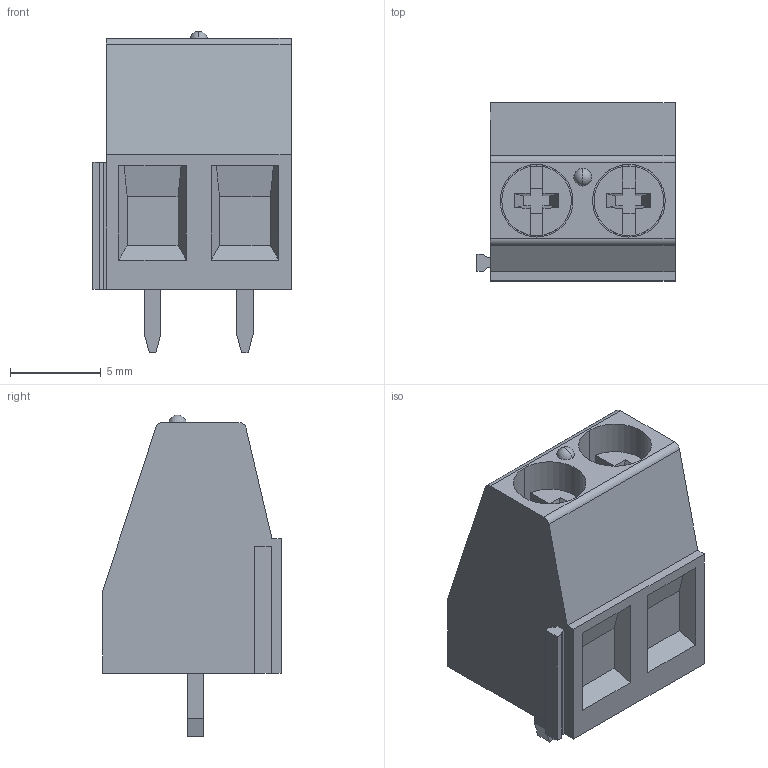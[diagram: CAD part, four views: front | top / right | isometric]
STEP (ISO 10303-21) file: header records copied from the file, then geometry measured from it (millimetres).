
FILE_DESCRIPTION(('STEP AP242'),'1');
FILE_NAME('5442565.stp','2023-09-21T04:46:25',('TraceParts'),('TraceParts S.A.'),'Spatial InterOp 3D',' ',' ');
FILE_SCHEMA(('AP242_MANAGED_MODEL_BASED_3D_ENGINEERING_MIM_LF {1 0 10303 442 1 1 4}'));
Length unit declared in the file: millimetre
Products named in the file (1): 5442565
Bounding box: 10.9 x 9.8 x 17.7 mm (x, y, z)
Volume: 1075.8 mm3; surface area: 881.3 mm2
Topology: 1 solids, 1 shells, 150 faces, 398 edges, 263 vertices
Faces by surface type: plane 116, cylinder 32, sphere 2
Entity records: 5846 total; most frequent: CARTESIAN_POINT 812, ORIENTED_EDGE 796, DIRECTION 776, EDGE_CURVE 398, LINE 322, VECTOR 322, VERTEX_POINT 263, AXIS2_PLACEMENT_3D 227
